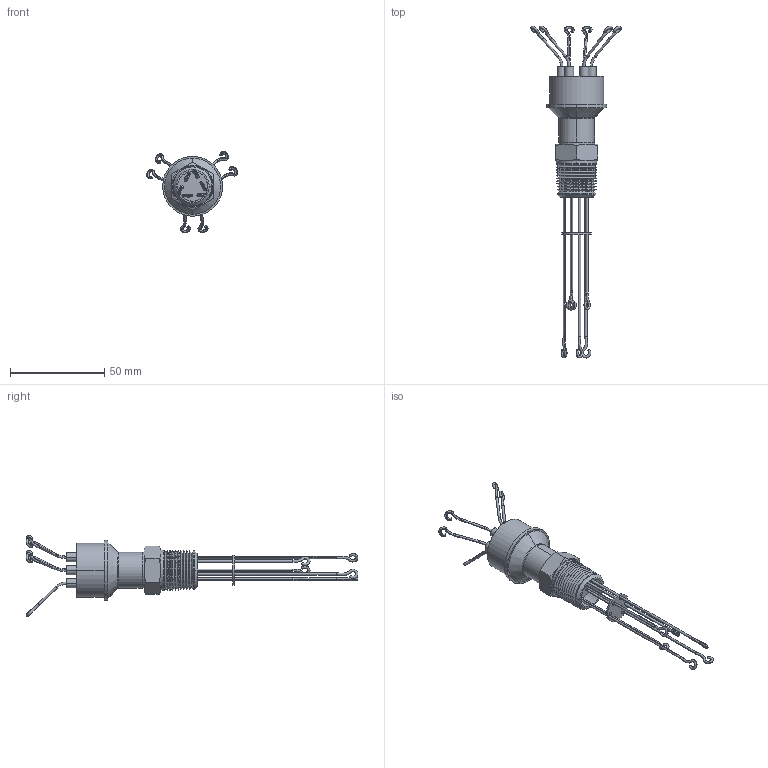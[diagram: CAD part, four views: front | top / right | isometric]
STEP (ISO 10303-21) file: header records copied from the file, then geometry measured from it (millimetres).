
FILE_DESCRIPTION (( 'STEP AP203' ), '1' );
FILE_NAME ('A0793-1-NPT.STEP', '2013-04-01T12:19:12', ( '' ), ( '' ), 'SwSTEP 2.0', 'SolidWorks 2012', '' );
FILE_SCHEMA (( 'CONFIG_CONTROL_DESIGN' ));
Length unit declared in the file: inch
Products named in the file (1): A0793-1-NPT
Bounding box: 47.95 x 175.78 x 42.97 mm (x, y, z)
Volume: 11318 mm3; surface area: 18095.6 mm2
Topology: 7 solids, 16 shells, 507 faces, 1225 edges, 782 vertices
Faces by surface type: cylinder 184, plane 166, cone 93, bspline 36, torus 28
Entity records: 23144 total; most frequent: CARTESIAN_POINT 11276, DIRECTION 2495, ORIENTED_EDGE 2450, EDGE_CURVE 1225, AXIS2_PLACEMENT_3D 1025, VERTEX_POINT 782, EDGE_LOOP 601, CIRCLE 553
